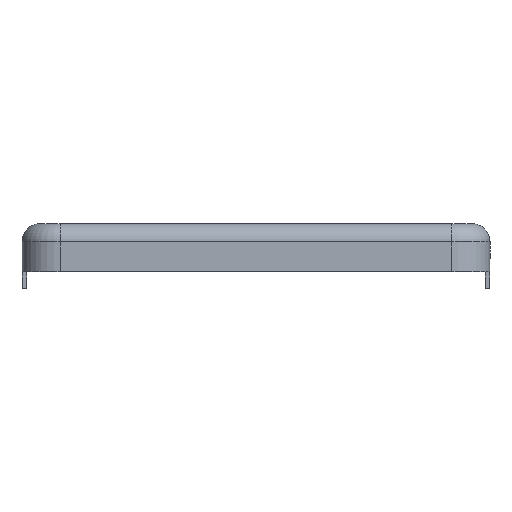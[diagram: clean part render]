
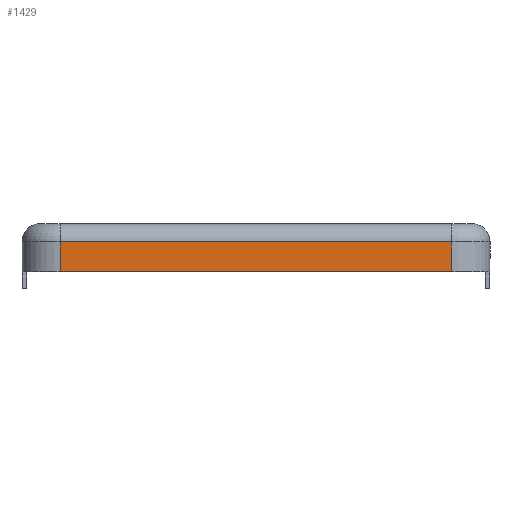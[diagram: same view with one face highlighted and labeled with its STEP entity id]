
A CAD part, left-side view. The second image highlights one B-rep face of the part: STEP entity #1429.
In plain terms, the highlighted face is planar.
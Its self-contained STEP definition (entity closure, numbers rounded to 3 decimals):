
#74=LINE('',#2191,#202);
#75=LINE('',#2194,#203);
#76=LINE('',#2196,#204);
#77=LINE('',#2198,#205);
#202=VECTOR('',#1716,1000.);
#203=VECTOR('',#1717,1000.);
#204=VECTOR('',#1718,1000.);
#205=VECTOR('',#1719,1000.);
#324=PLANE('',#1526);
#362=ORIENTED_EDGE('',*,*,#802,.T.);
#363=ORIENTED_EDGE('',*,*,#803,.F.);
#364=ORIENTED_EDGE('',*,*,#804,.F.);
#365=ORIENTED_EDGE('',*,*,#805,.T.);
#802=EDGE_CURVE('',#1022,#1023,#74,.T.);
#803=EDGE_CURVE('',#1024,#1023,#75,.T.);
#804=EDGE_CURVE('',#1025,#1024,#76,.T.);
#805=EDGE_CURVE('',#1025,#1022,#77,.T.);
#1022=VERTEX_POINT('',#2192);
#1023=VERTEX_POINT('',#2193);
#1024=VERTEX_POINT('',#2195);
#1025=VERTEX_POINT('',#2197);
#1241=EDGE_LOOP('',(#362,#363,#364,#365));
#1331=FACE_BOUND('',#1241,.T.);
#1429=ADVANCED_FACE('',(#1331),#324,.T.);
#1526=AXIS2_PLACEMENT_3D('',#2190,#1714,#1715);
#1714=DIRECTION('',(0.,0.,-1.));
#1715=DIRECTION('',(0.,-1.,0.));
#1716=DIRECTION('',(-1.,0.,0.));
#1717=DIRECTION('',(0.,-1.,0.));
#1718=DIRECTION('',(-1.,0.,0.));
#1719=DIRECTION('',(0.,-1.,0.));
#2190=CARTESIAN_POINT('',(11.75,0.,-36.85));
#2191=CARTESIAN_POINT('',(11.75,-2.9,-36.85));
#2192=CARTESIAN_POINT('',(11.75,-2.9,-36.85));
#2193=CARTESIAN_POINT('',(-11.75,-2.9,-36.85));
#2194=CARTESIAN_POINT('',(-11.75,0.,-36.85));
#2195=CARTESIAN_POINT('',(-11.75,-1.1,-36.85));
#2196=CARTESIAN_POINT('',(11.75,-1.1,-36.85));
#2197=CARTESIAN_POINT('',(11.75,-1.1,-36.85));
#2198=CARTESIAN_POINT('',(11.75,0.,-36.85));
